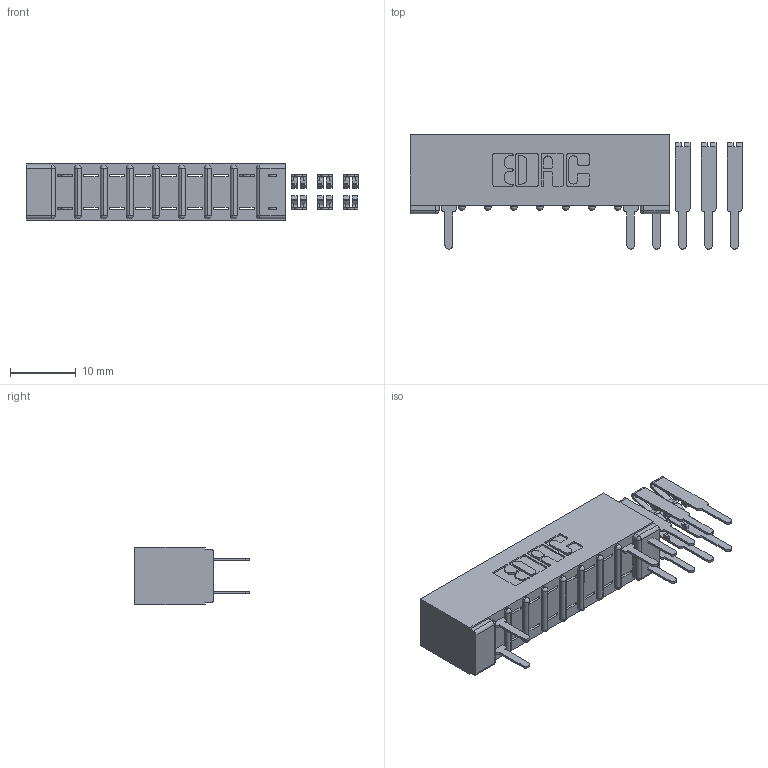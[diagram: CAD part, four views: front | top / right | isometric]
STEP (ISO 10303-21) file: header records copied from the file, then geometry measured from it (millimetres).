
FILE_DESCRIPTION (( 'STEP AP203' ), '1' );
FILE_NAME ('357-024-520-201.STEP', '2018-08-09T00:51:26', ( '' ), ( '' ), 'SwSTEP 2.0', 'SolidWorks 2016', '' );
FILE_SCHEMA (( 'CONFIG_CONTROL_DESIGN' ));
Length unit declared in the file: inch
Products named in the file (3): 307 Part_No Mounting Lugs; 307-290-001_520; 357-024-520-201
Assembly tree (12 placements, depth 2):
  357-024-520-201
    307 Part_No Mounting Lugs
    307-290-001_520  x11
Bounding box: 50.63 x 17.42 x 8.71 mm (x, y, z)
Volume: 2766.5 mm3; surface area: 4274.8 mm2
Topology: 12 solids, 12 shells, 675 faces, 1889 edges, 1218 vertices
Faces by surface type: plane 437, cylinder 220, sphere 18
Entity records: 10836 total; most frequent: CARTESIAN_POINT 1799, ORIENTED_EDGE 1782, DIRECTION 1771, EDGE_CURVE 891, LINE 671, VECTOR 671, VERTEX_POINT 578, AXIS2_PLACEMENT_3D 550
